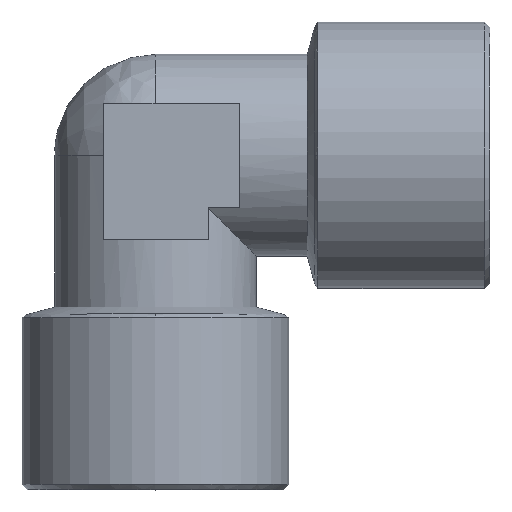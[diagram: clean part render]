
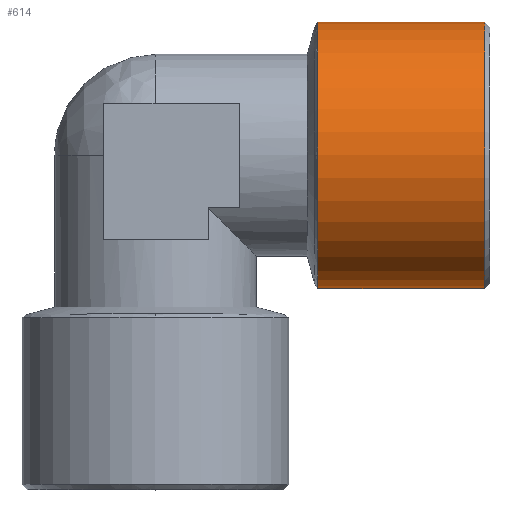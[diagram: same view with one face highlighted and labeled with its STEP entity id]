
A CAD part, top view. The second image highlights one B-rep face of the part: STEP entity #614.
In plain terms, the highlighted cylindrical face has radius 12.75 mm (diameter 25.5 mm), a full revolution.
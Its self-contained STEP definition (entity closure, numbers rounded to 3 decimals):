
#4 = AXIS2_PLACEMENT_3D ( 'NONE', #930, #932, #935 ) ;
#17 = AXIS2_PLACEMENT_3D ( 'NONE', #711, #713, #715 ) ;
#20 = AXIS2_PLACEMENT_3D ( 'NONE', #690, #693, #694 ) ;
#44 = EDGE_CURVE ( 'NONE', #539, #539, #308, .T. ) ;
#49 = EDGE_CURVE ( 'NONE', #154, #396, #304, .T. ) ;
#103 = EDGE_CURVE ( 'NONE', #396, #154, #265, .T. ) ;
#123 = AXIS2_PLACEMENT_3D ( 'NONE', #1541, #1539, #1542 ) ;
#154 = VERTEX_POINT ( 'NONE', #1371 ) ;
#265 = CIRCLE ( 'NONE', #4, 12.75 ) ;
#304 = CIRCLE ( 'NONE', #17, 12.75 ) ;
#308 = CIRCLE ( 'NONE', #20, 12.75 ) ;
#373 = EDGE_LOOP ( 'NONE', ( #392, #393 ) ) ;
#376 = EDGE_LOOP ( 'NONE', ( #457 ) ) ;
#392 = ORIENTED_EDGE ( 'NONE', *, *, #103, .F. ) ;
#393 = ORIENTED_EDGE ( 'NONE', *, *, #49, .F. ) ;
#396 = VERTEX_POINT ( 'NONE', #1438 ) ;
#457 = ORIENTED_EDGE ( 'NONE', *, *, #44, .T. ) ;
#507 = FACE_OUTER_BOUND ( 'NONE', #373, .T. ) ;
#539 = VERTEX_POINT ( 'NONE', #1594 ) ;
#590 = CYLINDRICAL_SURFACE ( 'NONE', #123, 12.75 ) ;
#592 = FACE_OUTER_BOUND ( 'NONE', #376, .T. ) ;
#614 = ADVANCED_FACE ( 'NONE', ( #507, #592 ), #590, .T. ) ;
#690 = CARTESIAN_POINT ( 'NONE',  ( 31.5, 33., 0. ) ) ;
#693 = DIRECTION ( 'NONE',  ( -1., 0., 0. ) ) ;
#694 = DIRECTION ( 'NONE',  ( 0., 0., 1. ) ) ;
#711 = CARTESIAN_POINT ( 'NONE',  ( 15.533, 33., 0. ) ) ;
#713 = DIRECTION ( 'NONE',  ( -1., 0., 0. ) ) ;
#715 = DIRECTION ( 'NONE',  ( 0., 0., 1. ) ) ;
#930 = CARTESIAN_POINT ( 'NONE',  ( 15.533, 33., 0. ) ) ;
#932 = DIRECTION ( 'NONE',  ( -1., 0., 0. ) ) ;
#935 = DIRECTION ( 'NONE',  ( 0., 0., 1. ) ) ;
#1371 = CARTESIAN_POINT ( 'NONE',  ( 15.533, 33., -12.75 ) ) ;
#1438 = CARTESIAN_POINT ( 'NONE',  ( 15.533, 33., 12.75 ) ) ;
#1539 = DIRECTION ( 'NONE',  ( -1., 0., 0. ) ) ;
#1541 = CARTESIAN_POINT ( 'NONE',  ( 31.5, 33., 0. ) ) ;
#1542 = DIRECTION ( 'NONE',  ( 0., 0., 1. ) ) ;
#1594 = CARTESIAN_POINT ( 'NONE',  ( 31.5, 33., 12.75 ) ) ;
